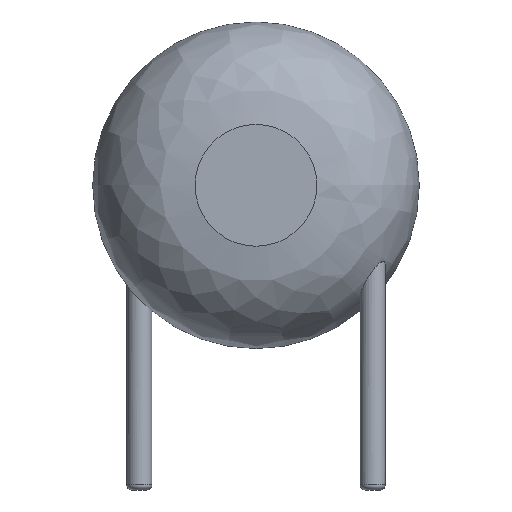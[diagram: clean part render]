
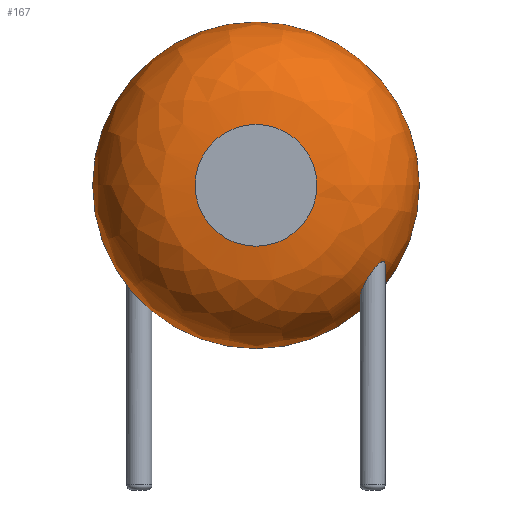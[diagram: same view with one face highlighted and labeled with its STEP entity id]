
A CAD part, front view. The second image highlights one B-rep face of the part: STEP entity #167.
In plain terms, the highlighted face is a revolution surface.
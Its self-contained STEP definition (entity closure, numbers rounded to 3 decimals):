
#24 = VERTEX_POINT('',#25);
#25 = CARTESIAN_POINT('',(6.,-1.105,3.53));
#31 = EDGE_CURVE('',#24,#24,#32,.T.);
#32 = CIRCLE('',#33,3.5);
#33 = AXIS2_PLACEMENT_3D('',#34,#35,#36);
#34 = CARTESIAN_POINT('',(2.5,-1.105,3.53));
#35 = DIRECTION('',(0.,-1.,0.));
#36 = DIRECTION('',(1.,0.,0.));
#167 = ADVANCED_FACE('',(#168,#188),#277,.T.);
#168 = FACE_BOUND('',#169,.T.);
#169 = EDGE_LOOP('',(#170,#171,#180,#187));
#170 = ORIENTED_EDGE('',*,*,#31,.T.);
#171 = ORIENTED_EDGE('',*,*,#172,.T.);
#172 = EDGE_CURVE('',#24,#173,#175,.T.);
#173 = VERTEX_POINT('',#174);
#174 = CARTESIAN_POINT('',(3.805,-3.3,3.53));
#175 = CIRCLE('',#176,2.195);
#176 = AXIS2_PLACEMENT_3D('',#177,#178,#179);
#177 = CARTESIAN_POINT('',(3.805,-1.105,3.53));
#178 = DIRECTION('',(0.,0.,-1.));
#179 = DIRECTION('',(1.,0.,0.));
#180 = ORIENTED_EDGE('',*,*,#181,.F.);
#181 = EDGE_CURVE('',#173,#173,#182,.T.);
#182 = CIRCLE('',#183,1.305);
#183 = AXIS2_PLACEMENT_3D('',#184,#185,#186);
#184 = CARTESIAN_POINT('',(2.5,-3.3,3.53));
#185 = DIRECTION('',(0.,-1.,0.));
#186 = DIRECTION('',(1.,0.,0.));
#187 = ORIENTED_EDGE('',*,*,#172,.F.);
#188 = FACE_BOUND('',#189,.T.);
#189 = EDGE_LOOP('',(#190,#209));
#190 = ORIENTED_EDGE('',*,*,#191,.T.);
#191 = EDGE_CURVE('',#192,#194,#196,.T.);
#192 = VERTEX_POINT('',#193);
#193 = CARTESIAN_POINT('',(5.27,-2.1,1.808));
#194 = VERTEX_POINT('',#195);
#195 = CARTESIAN_POINT('',(4.992,-1.83,1.251
));
#196 = B_SPLINE_CURVE_WITH_KNOTS('',6,(#197,#198,#199,#200,#201,#202,
#203,#204,#205,#206,#207,#208),.UNSPECIFIED.,.F.,.F.,(7,5,7),(
0.,0.489,1.),.UNSPECIFIED.);
#197 = CARTESIAN_POINT('',(5.27,-2.1,1.808));
#198 = CARTESIAN_POINT('',(5.27,-2.063,1.772));
#199 = CARTESIAN_POINT('',(5.264,-2.027,1.731)
);
#200 = CARTESIAN_POINT('',(5.252,-1.993,1.686)
);
#201 = CARTESIAN_POINT('',(5.236,-1.962,1.638
));
#202 = CARTESIAN_POINT('',(5.216,-1.935,1.59)
);
#203 = CARTESIAN_POINT('',(5.167,-1.885,1.49)
);
#204 = CARTESIAN_POINT('',(5.138,-1.863,1.439
));
#205 = CARTESIAN_POINT('',(5.105,-1.846,1.389
));
#206 = CARTESIAN_POINT('',(5.069,-1.835,1.34)
);
#207 = CARTESIAN_POINT('',(5.031,-1.829,1.293
));
#208 = CARTESIAN_POINT('',(4.992,-1.83,1.251
));
#209 = ORIENTED_EDGE('',*,*,#210,.T.);
#210 = EDGE_CURVE('',#194,#192,#211,.T.);
#211 = B_SPLINE_CURVE_WITH_KNOTS('',8,(#212,#213,#214,#215,#216,#217,
#218,#219,#220,#221,#222,#223,#224,#225,#226,#227,#228,#229,#230,
#231,#232,#233,#234,#235,#236,#237,#238,#239,#240,#241,#242,#243,
#244,#245,#246,#247,#248,#249,#250,#251,#252,#253,#254,#255,#256,
#257,#258,#259,#260,#261,#262,#263,#264,#265,#266,#267,#268,#269,
#270,#271,#272,#273,#274,#275,#276),.UNSPECIFIED.,.F.,.F.,(9,7,7,7,7
,7,7,7,7,9),(0.,0.128,0.208,0.32,
0.382,0.567,0.791,0.863,
0.946,1.),.UNSPECIFIED.);
#212 = CARTESIAN_POINT('',(4.992,-1.83,1.251
));
#213 = CARTESIAN_POINT('',(4.972,-1.831,1.23)
);
#214 = CARTESIAN_POINT('',(4.952,-1.833,1.209
));
#215 = CARTESIAN_POINT('',(4.932,-1.837,1.19
));
#216 = CARTESIAN_POINT('',(4.911,-1.843,1.172)
);
#217 = CARTESIAN_POINT('',(4.891,-1.851,1.156
));
#218 = CARTESIAN_POINT('',(4.872,-1.861,1.142
));
#219 = CARTESIAN_POINT('',(4.854,-1.872,1.13
));
#220 = CARTESIAN_POINT('',(4.825,-1.894,1.114
));
#221 = CARTESIAN_POINT('',(4.815,-1.903,1.108
));
#222 = CARTESIAN_POINT('',(4.805,-1.913,1.104
));
#223 = CARTESIAN_POINT('',(4.795,-1.923,1.101)
);
#224 = CARTESIAN_POINT('',(4.786,-1.934,1.098
));
#225 = CARTESIAN_POINT('',(4.778,-1.945,1.097
));
#226 = CARTESIAN_POINT('',(4.771,-1.957,1.097)
);
#227 = CARTESIAN_POINT('',(4.754,-1.986,1.099
));
#228 = CARTESIAN_POINT('',(4.746,-2.004,1.102)
);
#229 = CARTESIAN_POINT('',(4.74,-2.022,1.107
));
#230 = CARTESIAN_POINT('',(4.735,-2.041,1.115
));
#231 = CARTESIAN_POINT('',(4.732,-2.059,1.124
));
#232 = CARTESIAN_POINT('',(4.73,-2.078,1.134
));
#233 = CARTESIAN_POINT('',(4.729,-2.096,1.147
));
#234 = CARTESIAN_POINT('',(4.731,-2.124,1.168)
);
#235 = CARTESIAN_POINT('',(4.732,-2.134,1.176
));
#236 = CARTESIAN_POINT('',(4.733,-2.143,1.184)
);
#237 = CARTESIAN_POINT('',(4.735,-2.153,1.193
));
#238 = CARTESIAN_POINT('',(4.737,-2.162,1.202
));
#239 = CARTESIAN_POINT('',(4.739,-2.172,1.211
));
#240 = CARTESIAN_POINT('',(4.742,-2.181,1.221)
);
#241 = CARTESIAN_POINT('',(4.755,-2.216,1.261
));
#242 = CARTESIAN_POINT('',(4.767,-2.241,1.294
));
#243 = CARTESIAN_POINT('',(4.782,-2.264,1.329
));
#244 = CARTESIAN_POINT('',(4.799,-2.284,1.366
));
#245 = CARTESIAN_POINT('',(4.818,-2.303,1.404
));
#246 = CARTESIAN_POINT('',(4.838,-2.319,1.442)
);
#247 = CARTESIAN_POINT('',(4.86,-2.332,1.481
));
#248 = CARTESIAN_POINT('',(4.911,-2.357,1.568)
);
#249 = CARTESIAN_POINT('',(4.941,-2.367,1.616
));
#250 = CARTESIAN_POINT('',(4.972,-2.373,1.663)
);
#251 = CARTESIAN_POINT('',(5.005,-2.374,1.709)
);
#252 = CARTESIAN_POINT('',(5.038,-2.372,1.752
));
#253 = CARTESIAN_POINT('',(5.071,-2.364,1.792
));
#254 = CARTESIAN_POINT('',(5.105,-2.352,1.827
));
#255 = CARTESIAN_POINT('',(5.147,-2.327,1.862)
);
#256 = CARTESIAN_POINT('',(5.157,-2.32,1.87
));
#257 = CARTESIAN_POINT('',(5.167,-2.313,1.877
));
#258 = CARTESIAN_POINT('',(5.176,-2.305,1.882
));
#259 = CARTESIAN_POINT('',(5.186,-2.297,1.887
));
#260 = CARTESIAN_POINT('',(5.194,-2.288,1.891
));
#261 = CARTESIAN_POINT('',(5.203,-2.279,1.893
));
#262 = CARTESIAN_POINT('',(5.22,-2.258,1.896
));
#263 = CARTESIAN_POINT('',(5.228,-2.246,1.895
));
#264 = CARTESIAN_POINT('',(5.236,-2.233,1.893)
);
#265 = CARTESIAN_POINT('',(5.243,-2.221,1.89)
);
#266 = CARTESIAN_POINT('',(5.248,-2.208,1.885)
);
#267 = CARTESIAN_POINT('',(5.254,-2.195,1.879
));
#268 = CARTESIAN_POINT('',(5.258,-2.181,1.872
));
#269 = CARTESIAN_POINT('',(5.263,-2.16,1.858
));
#270 = CARTESIAN_POINT('',(5.265,-2.151,1.852
));
#271 = CARTESIAN_POINT('',(5.267,-2.142,1.845
));
#272 = CARTESIAN_POINT('',(5.268,-2.134,1.839)
);
#273 = CARTESIAN_POINT('',(5.269,-2.125,1.832
));
#274 = CARTESIAN_POINT('',(5.27,-2.117,1.824
));
#275 = CARTESIAN_POINT('',(5.27,-2.108,1.816));
#276 = CARTESIAN_POINT('',(5.27,-2.1,1.808));
#277 = SURFACE_OF_REVOLUTION('',#278,#291);
#278 = B_SPLINE_CURVE_WITH_KNOTS('',6,(#279,#280,#281,#282,#283,#284,
#285,#286,#287,#288,#289,#290),.UNSPECIFIED.,.F.,.F.,(7,5,7),(
0.,0.785,1.571),.UNSPECIFIED.);
#279 = CARTESIAN_POINT('',(6.,-1.105,3.53));
#280 = CARTESIAN_POINT('',(6.,-1.392,3.53));
#281 = CARTESIAN_POINT('',(5.955,-1.68,3.53));
#282 = CARTESIAN_POINT('',(5.865,-1.958,3.53));
#283 = CARTESIAN_POINT('',(5.732,-2.219,3.53));
#284 = CARTESIAN_POINT('',(5.56,-2.454,3.53));
#285 = CARTESIAN_POINT('',(5.154,-2.86,3.53));
#286 = CARTESIAN_POINT('',(4.919,-3.032,3.53));
#287 = CARTESIAN_POINT('',(4.658,-3.165,3.53));
#288 = CARTESIAN_POINT('',(4.38,-3.255,3.53));
#289 = CARTESIAN_POINT('',(4.092,-3.3,3.53));
#290 = CARTESIAN_POINT('',(3.805,-3.3,3.53));
#291 = AXIS1_PLACEMENT('',#292,#293);
#292 = CARTESIAN_POINT('',(2.5,-1.105,3.53));
#293 = DIRECTION('',(0.,-1.,0.));
